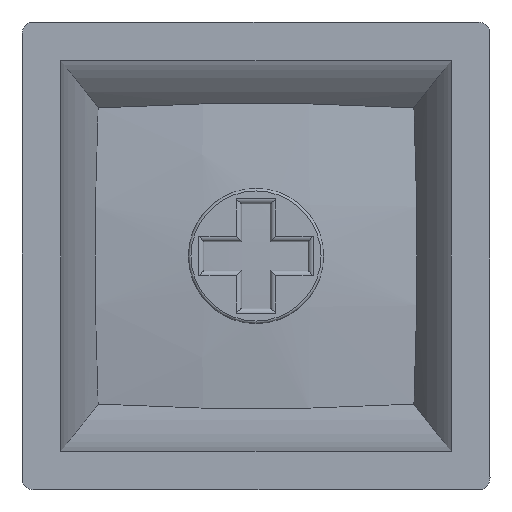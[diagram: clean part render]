
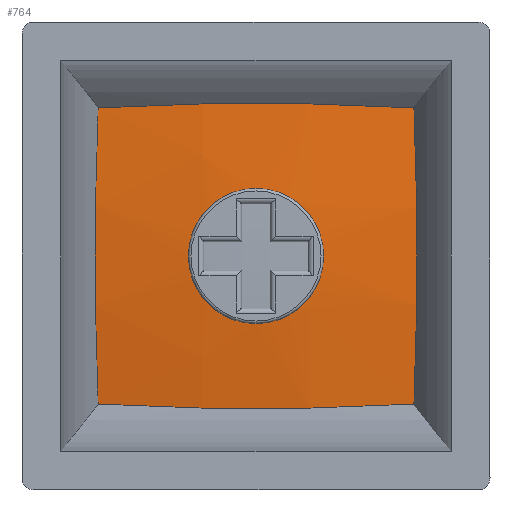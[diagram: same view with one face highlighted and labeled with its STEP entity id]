
A CAD part, front view. The second image highlights one B-rep face of the part: STEP entity #764.
In plain terms, the highlighted spherical face has radius 52.3 mm.
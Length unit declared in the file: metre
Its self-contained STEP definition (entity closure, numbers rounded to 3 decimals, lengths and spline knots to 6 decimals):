
#25=CIRCLE('',#825,0.0026);
#41=SPHERICAL_SURFACE('',#824,0.0523);
#225=ORIENTED_EDGE('',*,*,#431,.F.);
#226=ORIENTED_EDGE('',*,*,#426,.F.);
#227=ORIENTED_EDGE('',*,*,#429,.F.);
#228=ORIENTED_EDGE('',*,*,#423,.F.);
#229=ORIENTED_EDGE('',*,*,#430,.F.);
#423=EDGE_CURVE('',#530,#531,#601,.T.);
#426=EDGE_CURVE('',#532,#533,#604,.T.);
#429=EDGE_CURVE('',#531,#532,#607,.T.);
#430=EDGE_CURVE('',#533,#530,#608,.T.);
#431=EDGE_CURVE('',#534,#534,#25,.F.);
#530=VERTEX_POINT('',#2094);
#531=VERTEX_POINT('',#2095);
#532=VERTEX_POINT('',#2111);
#533=VERTEX_POINT('',#2112);
#534=VERTEX_POINT('',#2135);
#601=B_SPLINE_CURVE_WITH_KNOTS('',3,(#2090,#2091,#2092,#2093),
 .UNSPECIFIED.,.F.,.F.,(4,4),(0.,0.012149),.UNSPECIFIED.);
#604=B_SPLINE_CURVE_WITH_KNOTS('',3,(#2107,#2108,#2109,#2110),
 .UNSPECIFIED.,.F.,.F.,(4,4),(0.,0.012149),.UNSPECIFIED.);
#607=B_SPLINE_CURVE_WITH_KNOTS('',3,(#2124,#2125,#2126,#2127),
 .UNSPECIFIED.,.F.,.F.,(4,4),(0.,0.011393),.UNSPECIFIED.);
#608=B_SPLINE_CURVE_WITH_KNOTS('',3,(#2129,#2130,#2131,#2132),
 .UNSPECIFIED.,.F.,.F.,(4,4),(0.,0.011393),.UNSPECIFIED.);
#632=EDGE_LOOP('',(#225));
#633=EDGE_LOOP('',(#226,#227,#228,#229));
#688=FACE_BOUND('',#632,.T.);
#689=FACE_BOUND('',#633,.T.);
#764=ADVANCED_FACE('',(#688,#689),#41,.T.);
#824=AXIS2_PLACEMENT_3D('',#2133,#910,#911);
#825=AXIS2_PLACEMENT_3D('',#2134,#912,#913);
#910=DIRECTION('',(1.,0.,0.));
#911=DIRECTION('',(0.,0.,-1.));
#912=DIRECTION('',(0.,1.,0.));
#913=DIRECTION('',(0.,0.,1.));
#2090=CARTESIAN_POINT('',(-0.005053,0.007367,-0.001149));
#2091=CARTESIAN_POINT('',(-0.009103,0.006917,-0.001384));
#2092=CARTESIAN_POINT('',(-0.013152,0.006917,-0.001384));
#2093=CARTESIAN_POINT('',(-0.017202,0.007367,-0.001149));
#2094=CARTESIAN_POINT('',(-0.005053,0.007367,-0.001149));
#2095=CARTESIAN_POINT('',(-0.017202,0.007367,-0.001149));
#2107=CARTESIAN_POINT('',(-0.017202,0.007367,0.010244));
#2108=CARTESIAN_POINT('',(-0.013152,0.006917,0.010479));
#2109=CARTESIAN_POINT('',(-0.009103,0.006917,0.010479));
#2110=CARTESIAN_POINT('',(-0.005053,0.007367,0.010244));
#2111=CARTESIAN_POINT('',(-0.017202,0.007367,0.010244));
#2112=CARTESIAN_POINT('',(-0.005053,0.007367,0.010244));
#2124=CARTESIAN_POINT('',(-0.017202,0.007367,-0.001149));
#2125=CARTESIAN_POINT('',(-0.017363,0.006967,0.002648));
#2126=CARTESIAN_POINT('',(-0.017363,0.006967,0.006446));
#2127=CARTESIAN_POINT('',(-0.017202,0.007367,0.010244));
#2129=CARTESIAN_POINT('',(-0.005053,0.007367,0.010244));
#2130=CARTESIAN_POINT('',(-0.004892,0.006967,0.006446));
#2131=CARTESIAN_POINT('',(-0.004892,0.006967,0.002648));
#2132=CARTESIAN_POINT('',(-0.005053,0.007367,-0.001149));
#2133=CARTESIAN_POINT('',(-0.011127,0.059,0.004547));
#2134=CARTESIAN_POINT('',(-0.011127,0.006765,0.004547));
#2135=CARTESIAN_POINT('',(-0.011127,0.006765,0.007147));
